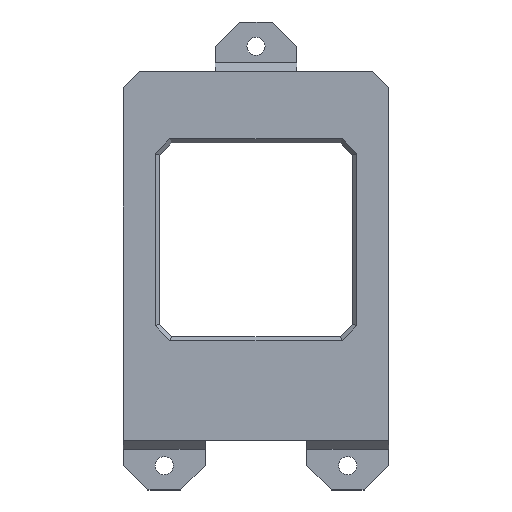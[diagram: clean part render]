
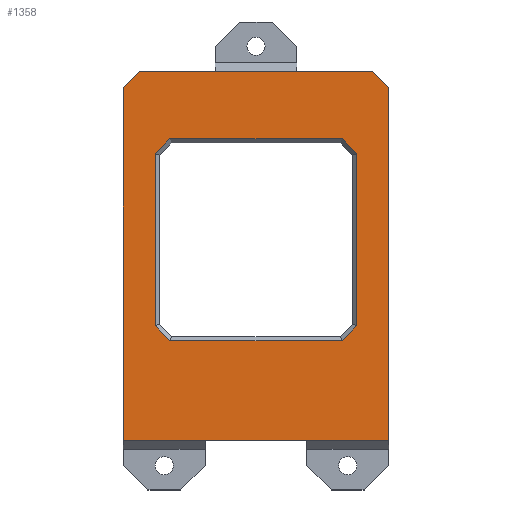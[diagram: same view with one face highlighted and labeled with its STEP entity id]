
A CAD part, top view. The second image highlights one B-rep face of the part: STEP entity #1358.
In plain terms, the highlighted planar face has unit normal (0, 0, 1).
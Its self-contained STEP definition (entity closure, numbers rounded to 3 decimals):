
#208=CARTESIAN_POINT('',(-30.388,44.299,-43.));
#209=VERTEX_POINT('',#208);
#216=CARTESIAN_POINT('',(-2.257,44.299,-43.));
#217=VERTEX_POINT('',#216);
#218=CARTESIAN_POINT('',(-2.257,44.299,-43.));
#219=DIRECTION('',(-1.,0.,0.));
#220=VECTOR('',#219,28.131);
#221=LINE('',#218,#220);
#222=EDGE_CURVE('',#217,#209,#221,.T.);
#588=CARTESIAN_POINT('',(-0.297,42.428,-43.));
#589=VERTEX_POINT('',#588);
#596=CARTESIAN_POINT('',(-0.297,-0.266,-43.));
#597=VERTEX_POINT('',#596);
#598=CARTESIAN_POINT('',(-0.297,42.428,-43.));
#599=DIRECTION('',(0.,-1.,0.));
#600=VECTOR('',#599,42.695);
#601=LINE('',#598,#600);
#602=EDGE_CURVE('',#589,#597,#601,.T.);
#660=CARTESIAN_POINT('',(-32.357,-0.266,-43.));
#661=VERTEX_POINT('',#660);
#668=CARTESIAN_POINT('',(-32.357,42.329,-43.));
#669=VERTEX_POINT('',#668);
#670=CARTESIAN_POINT('',(-32.357,-0.266,-43.));
#671=DIRECTION('',(0.,1.,0.));
#672=VECTOR('',#671,42.595);
#673=LINE('',#670,#672);
#674=EDGE_CURVE('',#661,#669,#673,.T.);
#858=CARTESIAN_POINT('',(-0.297,-0.266,-43.));
#859=DIRECTION('',(-1.,0.,0.));
#860=VECTOR('',#859,32.06);
#861=LINE('',#858,#860);
#862=EDGE_CURVE('',#597,#661,#861,.T.);
#1269=CARTESIAN_POINT('',(400.,0.,-43.));
#1270=DIRECTION('',(0.,0.,1.));
#1271=DIRECTION('',(1.,0.,0.));
#1272=AXIS2_PLACEMENT_3D('',#1269,#1270,#1271);
#1273=PLANE('',#1272);
#1274=CARTESIAN_POINT('',(-26.735,11.774,-43.));
#1275=VERTEX_POINT('',#1274);
#1276=CARTESIAN_POINT('',(-28.527,13.567,-43.));
#1277=VERTEX_POINT('',#1276);
#1278=CARTESIAN_POINT('',(-26.735,11.774,-43.));
#1279=DIRECTION('',(-0.707,0.707,0.));
#1280=VECTOR('',#1279,2.536);
#1281=LINE('',#1278,#1280);
#1282=EDGE_CURVE('',#1275,#1277,#1281,.T.);
#1283=ORIENTED_EDGE('',*,*,#1282,.T.);
#1284=CARTESIAN_POINT('',(-28.527,34.381,-43.));
#1285=VERTEX_POINT('',#1284);
#1286=CARTESIAN_POINT('',(-28.527,13.567,-43.));
#1287=DIRECTION('',(0.,1.,0.));
#1288=VECTOR('',#1287,20.814);
#1289=LINE('',#1286,#1288);
#1290=EDGE_CURVE('',#1277,#1285,#1289,.T.);
#1291=ORIENTED_EDGE('',*,*,#1290,.T.);
#1292=CARTESIAN_POINT('',(-26.735,36.174,-43.));
#1293=VERTEX_POINT('',#1292);
#1294=CARTESIAN_POINT('',(-28.527,34.381,-43.));
#1295=DIRECTION('',(0.707,0.707,0.));
#1296=VECTOR('',#1295,2.536);
#1297=LINE('',#1294,#1296);
#1298=EDGE_CURVE('',#1285,#1293,#1297,.T.);
#1299=ORIENTED_EDGE('',*,*,#1298,.T.);
#1300=CARTESIAN_POINT('',(-5.92,36.174,-43.));
#1301=VERTEX_POINT('',#1300);
#1302=CARTESIAN_POINT('',(-26.735,36.174,-43.));
#1303=DIRECTION('',(1.,0.,-0.));
#1304=VECTOR('',#1303,20.814);
#1305=LINE('',#1302,#1304);
#1306=EDGE_CURVE('',#1293,#1301,#1305,.T.);
#1307=ORIENTED_EDGE('',*,*,#1306,.T.);
#1308=CARTESIAN_POINT('',(-4.127,34.381,-43.));
#1309=VERTEX_POINT('',#1308);
#1310=CARTESIAN_POINT('',(-5.92,36.174,-43.));
#1311=DIRECTION('',(0.707,-0.707,0.));
#1312=VECTOR('',#1311,2.536);
#1313=LINE('',#1310,#1312);
#1314=EDGE_CURVE('',#1301,#1309,#1313,.T.);
#1315=ORIENTED_EDGE('',*,*,#1314,.T.);
#1316=CARTESIAN_POINT('',(-4.127,13.567,-43.));
#1317=VERTEX_POINT('',#1316);
#1318=CARTESIAN_POINT('',(-4.127,34.381,-43.));
#1319=DIRECTION('',(0.,-1.,0.));
#1320=VECTOR('',#1319,20.814);
#1321=LINE('',#1318,#1320);
#1322=EDGE_CURVE('',#1309,#1317,#1321,.T.);
#1323=ORIENTED_EDGE('',*,*,#1322,.T.);
#1324=CARTESIAN_POINT('',(-5.92,11.774,-43.));
#1325=VERTEX_POINT('',#1324);
#1326=CARTESIAN_POINT('',(-4.127,13.567,-43.));
#1327=DIRECTION('',(-0.707,-0.707,0.));
#1328=VECTOR('',#1327,2.536);
#1329=LINE('',#1326,#1328);
#1330=EDGE_CURVE('',#1317,#1325,#1329,.T.);
#1331=ORIENTED_EDGE('',*,*,#1330,.T.);
#1332=CARTESIAN_POINT('',(-5.92,11.774,-43.));
#1333=DIRECTION('',(-1.,0.,0.));
#1334=VECTOR('',#1333,20.814);
#1335=LINE('',#1332,#1334);
#1336=EDGE_CURVE('',#1325,#1275,#1335,.T.);
#1337=ORIENTED_EDGE('',*,*,#1336,.T.);
#1338=EDGE_LOOP('',(#1283,#1291,#1299,#1307,#1315,#1323,#1331,#1337));
#1339=FACE_BOUND('',#1338,.T.);
#1340=ORIENTED_EDGE('',*,*,#602,.F.);
#1341=CARTESIAN_POINT('',(-0.297,42.428,-43.));
#1342=DIRECTION('',(-0.723,0.69,0.));
#1343=VECTOR('',#1342,2.709);
#1344=LINE('',#1341,#1343);
#1345=EDGE_CURVE('',#589,#217,#1344,.T.);
#1346=ORIENTED_EDGE('',*,*,#1345,.T.);
#1347=ORIENTED_EDGE('',*,*,#222,.T.);
#1348=CARTESIAN_POINT('',(-30.388,44.299,-43.));
#1349=DIRECTION('',(-0.707,-0.707,0.));
#1350=VECTOR('',#1349,2.786);
#1351=LINE('',#1348,#1350);
#1352=EDGE_CURVE('',#209,#669,#1351,.T.);
#1353=ORIENTED_EDGE('',*,*,#1352,.T.);
#1354=ORIENTED_EDGE('',*,*,#674,.F.);
#1355=ORIENTED_EDGE('',*,*,#862,.F.);
#1356=EDGE_LOOP('',(#1340,#1346,#1347,#1353,#1354,#1355));
#1357=FACE_BOUND('',#1356,.T.);
#1358=ADVANCED_FACE('',(#1339,#1357),#1273,.T.);
